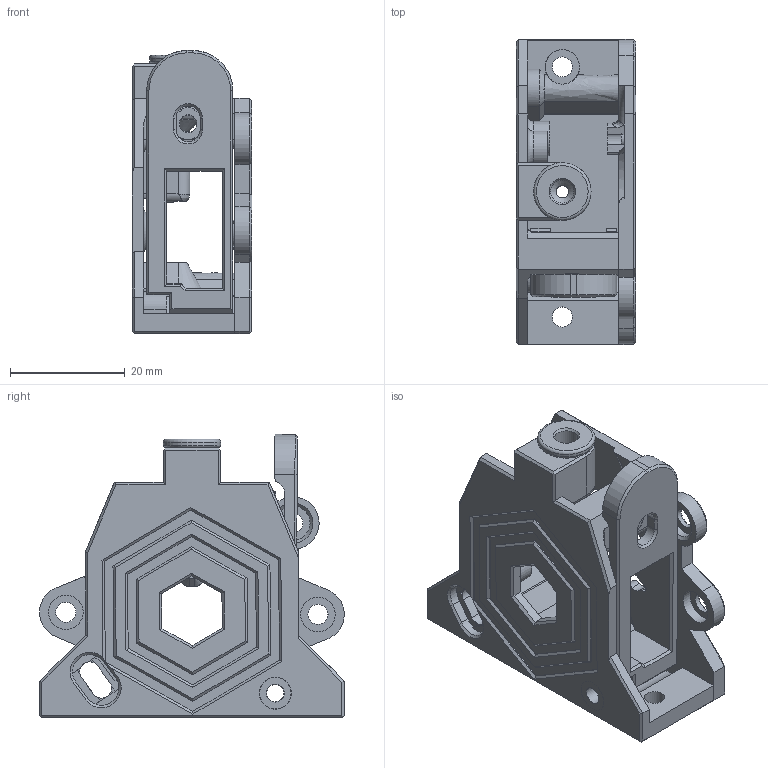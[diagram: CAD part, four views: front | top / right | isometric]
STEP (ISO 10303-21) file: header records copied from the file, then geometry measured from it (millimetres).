
FILE_DESCRIPTION(/* description */ (''),/* implementation_level */ '2;1');
FILE_NAME(/* name */ 'Roundtrip_LGX_v1.step',/* time_stamp */ '2023-03-13T18:07:38Z',/* author */ (''),/* organization */ (''),/* preprocessor_version */ 'ST-DEVELOPER v19.2',/* originating_system */ 'Autodesk Translation Framework v11.17.0.187',/* authorisation */ '');
FILE_SCHEMA (('AUTOMOTIVE_DESIGN { 1 0 10303 214 3 1 1 }'));
Length unit declared in the file: millimetre
Products named in the file (6): Roundtrip_LGX_Small_v1; Guidler; M3 Threaded Insert; Collet; Front (1); Back (1)
Assembly tree (7 placements, depth 2):
  Roundtrip_LGX_Small_v1
    Guidler
    M3 Threaded Insert  x3
    Collet
    Front (1)
    Back (1)
Bounding box: 20.86 x 53.03 x 49.25 mm (x, y, z)
Volume: 15850.9 mm3; surface area: 15021.6 mm2
Topology: 7 solids, 7 shells, 1136 faces, 3175 edges, 2075 vertices
Faces by surface type: bspline 455, plane 309, cylinder 309, cone 47, torus 16
Full cylindrical faces by diameter (mm): 2.15 x2, 3 x3, 3.2 x1, 3.5 x9, 4 x1, 4.2 x2, 4.3 x1, 4.7 x3, 5 x1, 5.05 x3, 5.16 x3, 5.56 x3, 6 x7, 6.2 x1, 6.5 x1, 8 x1, 10 x1
Entity records: 24822 total; most frequent: CARTESIAN_POINT 8108, ORIENTED_EDGE 3666, DIRECTION 3285, EDGE_CURVE 1833, VERTEX_POINT 1181, AXIS2_PLACEMENT_3D 1134, LINE 1017, VECTOR 1017
